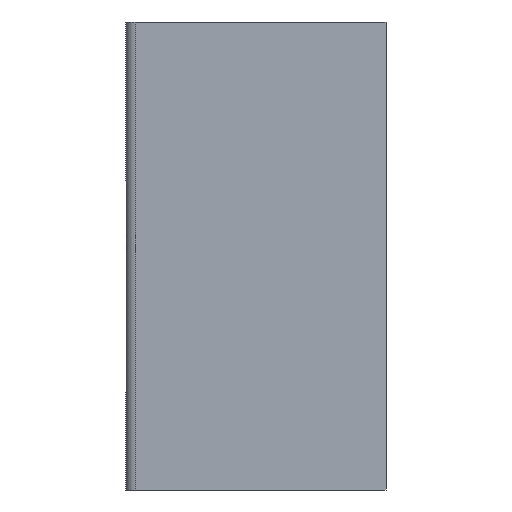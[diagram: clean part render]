
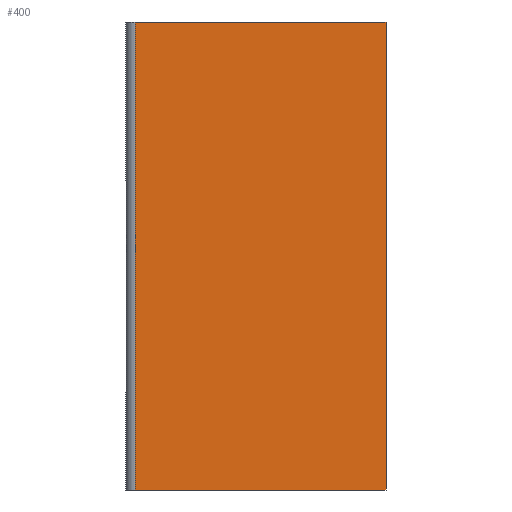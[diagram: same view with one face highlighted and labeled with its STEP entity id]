
A CAD part, left-side view. The second image highlights one B-rep face of the part: STEP entity #400.
In plain terms, the highlighted planar face has unit normal (-1, 0, 0).
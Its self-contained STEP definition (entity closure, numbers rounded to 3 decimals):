
#75 = DIRECTION ( 'NONE',  ( 0., 0., 1. ) ) ;
#165 = CARTESIAN_POINT ( 'NONE',  ( -81.891, 45.215, 45. ) ) ;
#166 = CARTESIAN_POINT ( 'NONE',  ( -81.891, 45.215, 0. ) ) ;
#199 = VECTOR ( 'NONE', #1388, 1000. ) ;
#216 = EDGE_CURVE ( 'NONE', #916, #672, #665, .T. ) ;
#230 = CARTESIAN_POINT ( 'NONE',  ( -81.891, 21.115, 0. ) ) ;
#261 = VECTOR ( 'NONE', #598, 1000. ) ;
#358 = CARTESIAN_POINT ( 'NONE',  ( -81.891, 45.215, 0. ) ) ;
#400 = ADVANCED_FACE ( 'NONE', ( #1222 ), #1894, .T. ) ;
#411 = VERTEX_POINT ( 'NONE', #230 ) ;
#430 = AXIS2_PLACEMENT_3D ( 'NONE', #1140, #679, #75 ) ;
#583 = EDGE_CURVE ( 'NONE', #411, #916, #813, .T. ) ;
#598 = DIRECTION ( 'NONE',  ( 0., -1., 0. ) ) ;
#638 = EDGE_CURVE ( 'NONE', #411, #675, #1902, .T. ) ;
#647 = EDGE_CURVE ( 'NONE', #672, #675, #1304, .T. ) ;
#665 = LINE ( 'NONE', #166, #199 ) ;
#672 = VERTEX_POINT ( 'NONE', #762 ) ;
#675 = VERTEX_POINT ( 'NONE', #1967 ) ;
#679 = DIRECTION ( 'NONE',  ( -1., 0., 0. ) ) ;
#762 = CARTESIAN_POINT ( 'NONE',  ( -81.891, 45.215, 45. ) ) ;
#813 = LINE ( 'NONE', #1656, #1789 ) ;
#860 = ORIENTED_EDGE ( 'NONE', *, *, #216, .F. ) ;
#916 = VERTEX_POINT ( 'NONE', #358 ) ;
#983 = ORIENTED_EDGE ( 'NONE', *, *, #647, .F. ) ;
#1140 = CARTESIAN_POINT ( 'NONE',  ( -81.891, 21.115, 0. ) ) ;
#1222 = FACE_OUTER_BOUND ( 'NONE', #1868, .T. ) ;
#1304 = LINE ( 'NONE', #165, #261 ) ;
#1365 = DIRECTION ( 'NONE',  ( 0., 0., 1. ) ) ;
#1388 = DIRECTION ( 'NONE',  ( 0., 0., 1. ) ) ;
#1424 = ORIENTED_EDGE ( 'NONE', *, *, #638, .T. ) ;
#1543 = VECTOR ( 'NONE', #1365, 1000. ) ;
#1656 = CARTESIAN_POINT ( 'NONE',  ( -81.891, 33.504, 0. ) ) ;
#1687 = CARTESIAN_POINT ( 'NONE',  ( -81.891, 21.115, 0. ) ) ;
#1789 = VECTOR ( 'NONE', #1827, 1000. ) ;
#1799 = ORIENTED_EDGE ( 'NONE', *, *, #583, .F. ) ;
#1827 = DIRECTION ( 'NONE',  ( 0., 1., 0. ) ) ;
#1868 = EDGE_LOOP ( 'NONE', ( #1799, #1424, #983, #860 ) ) ;
#1894 = PLANE ( 'NONE',  #430 ) ;
#1902 = LINE ( 'NONE', #1687, #1543 ) ;
#1967 = CARTESIAN_POINT ( 'NONE',  ( -81.891, 21.115, 45. ) ) ;
